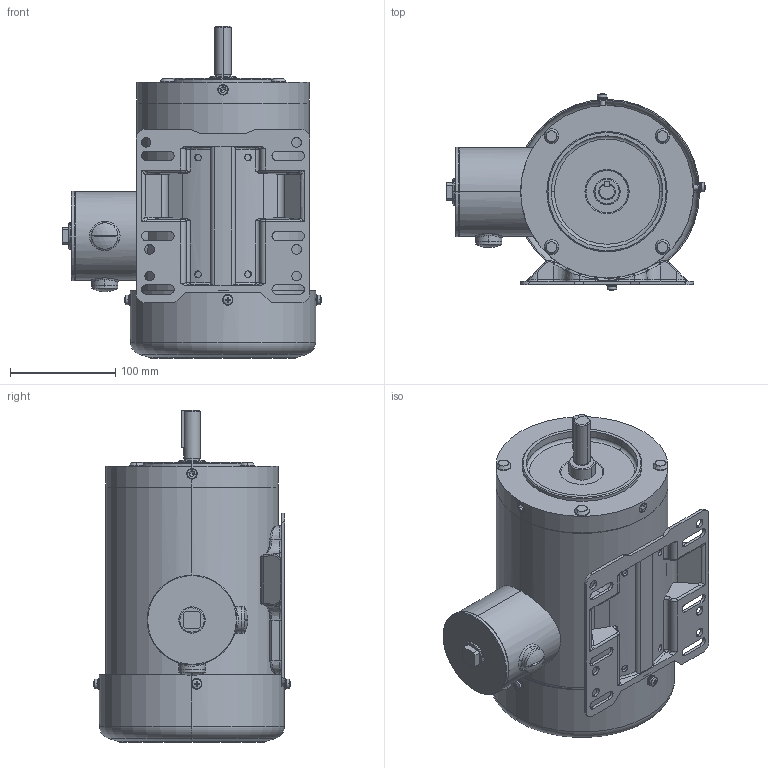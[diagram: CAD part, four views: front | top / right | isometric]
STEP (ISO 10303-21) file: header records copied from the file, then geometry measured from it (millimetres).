
FILE_DESCRIPTION (( 'STEP AP214' ), '1' );
FILE_NAME ('MTSP-P75-3BD36.STEP', '2022-06-06T16:37:31', ( '' ), ( '' ), 'SwSTEP 2.0', 'SolidWorks 2021', '' );
FILE_SCHEMA (( 'AUTOMOTIVE_DESIGN' ));
Length unit declared in the file: inch
Products named in the file (1): MTSP-P75-3BD36
Bounding box: 245.86 x 186.87 x 315.6 mm (x, y, z)
Volume: 953440.3 mm3; surface area: 643054.9 mm2
Topology: 40 solids, 40 shells, 1658 faces, 4584 edges, 2897 vertices
Faces by surface type: cylinder 582, plane 444, torus 260, bspline 146, cone 136, sphere 90
Entity records: 73978 total; most frequent: CARTESIAN_POINT 33623, ORIENTED_EDGE 8766, DIRECTION 7919, EDGE_CURVE 4383, AXIS2_PLACEMENT_3D 3271, VERTEX_POINT 2801, EDGE_LOOP 1856, CIRCLE 1758
